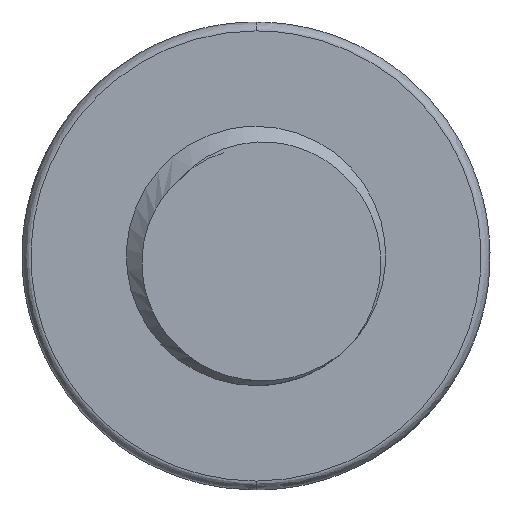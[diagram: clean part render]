
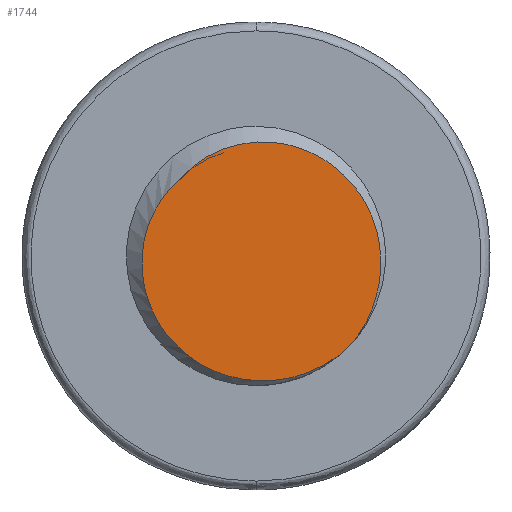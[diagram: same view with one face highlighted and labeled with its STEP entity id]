
A CAD part, front view. The second image highlights one B-rep face of the part: STEP entity #1744.
In plain terms, the highlighted planar face has unit normal (0, -1, 0).
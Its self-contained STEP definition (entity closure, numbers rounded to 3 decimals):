
#107 = CARTESIAN_POINT ( 'NONE',  ( -0.887, -8., 0.887 ) ) ;
#144 = CARTESIAN_POINT ( 'NONE',  ( 0.846, -8., -1.241 ) ) ;
#164 = CARTESIAN_POINT ( 'NONE',  ( -1.291, -8., -0.402 ) ) ;
#189 = CARTESIAN_POINT ( 'NONE',  ( -0.435, -8., -1.353 ) ) ;
#264 = VERTEX_POINT ( 'NONE', #1967 ) ;
#365 = CARTESIAN_POINT ( 'NONE',  ( 1.14, -8., 0.821 ) ) ;
#413 = EDGE_CURVE ( 'NONE', #264, #1644, #614, .T. ) ;
#456 = CARTESIAN_POINT ( 'NONE',  ( -1.324, -8., -0.224 ) ) ;
#511 = EDGE_CURVE ( 'NONE', #264, #2429, #2300, .T. ) ;
#542 = CARTESIAN_POINT ( 'NONE',  ( -0.815, -8., -1.133 ) ) ;
#614 = B_SPLINE_CURVE_WITH_KNOTS ( 'NONE', 3,
 ( #1762, #144, #2060, #3365, #2772, #857, #3027, #1429, #189, #2150, #2396, #542, #2107, #1476, #1079, #164, #456, #1739, #1831, #3639, #2750, #3005, #2701, #1119 ),
 .UNSPECIFIED., .F., .F.,
 ( 4, 2, 2, 2, 2, 2, 2, 2, 2, 2, 2, 4 ),
 ( 0., 0.001, 0.001, 0.001, 0.002, 0.002, 0.002, 0.003, 0.003, 0.004, 0.004, 0.004 ),
 .UNSPECIFIED. ) ;
#845 = B_SPLINE_CURVE_WITH_KNOTS ( 'NONE', 3,
 ( #107, #3567, #2647, #3534, #2044, #3916, #2358, #2969, #2326, #1990, #1046, #365, #2626, #3246, #3847, #1390, #1969, #2285 ),
 .UNSPECIFIED., .F., .F.,
 ( 4, 2, 2, 2, 2, 2, 2, 2, 4 ),
 ( 0., 0., 0.001, 0.001, 0.002, 0.002, 0.003, 0.003, 0.004 ),
 .UNSPECIFIED. ) ;
#857 = CARTESIAN_POINT ( 'NONE',  ( -0.092, -8., -1.436 ) ) ;
#1046 = CARTESIAN_POINT ( 'NONE',  ( 0.882, -8., 1.066 ) ) ;
#1079 = CARTESIAN_POINT ( 'NONE',  ( -1.162, -8., -0.73 ) ) ;
#1119 = CARTESIAN_POINT ( 'NONE',  ( -0.887, -8., 0.887 ) ) ;
#1326 = EDGE_LOOP ( 'NONE', ( #2453, #3033, #1413 ) ) ;
#1390 = CARTESIAN_POINT ( 'NONE',  ( 1.462, -8., -0.35 ) ) ;
#1403 = CARTESIAN_POINT ( 'NONE',  ( -0.887, -8., 0.887 ) ) ;
#1413 = ORIENTED_EDGE ( 'NONE', *, *, #511, .T. ) ;
#1429 = CARTESIAN_POINT ( 'NONE',  ( -0.35, -8., -1.382 ) ) ;
#1476 = CARTESIAN_POINT ( 'NONE',  ( -1.065, -8., -0.883 ) ) ;
#1555 = AXIS2_PLACEMENT_3D ( 'NONE', #2384, #1678, #2049 ) ;
#1644 = VERTEX_POINT ( 'NONE', #1403 ) ;
#1678 = DIRECTION ( 'NONE',  ( 0., -1., 0. ) ) ;
#1739 = CARTESIAN_POINT ( 'NONE',  ( -1.316, -8., 0.127 ) ) ;
#1744 = ADVANCED_FACE ( 'NONE', ( #2543 ), #3175, .T. ) ;
#1762 = CARTESIAN_POINT ( 'NONE',  ( 0.986, -8., -1.13 ) ) ;
#1831 = CARTESIAN_POINT ( 'NONE',  ( -1.275, -8., 0.304 ) ) ;
#1967 = CARTESIAN_POINT ( 'NONE',  ( 0.986, -8., -1.13 ) ) ;
#1969 = CARTESIAN_POINT ( 'NONE',  ( 1.351, -8., -0.706 ) ) ;
#1990 = CARTESIAN_POINT ( 'NONE',  ( 0.731, -8., 1.162 ) ) ;
#2044 = CARTESIAN_POINT ( 'NONE',  ( -0.544, -8., 1.165 ) ) ;
#2049 = DIRECTION ( 'NONE',  ( 0., 0., -1. ) ) ;
#2060 = CARTESIAN_POINT ( 'NONE',  ( 0.689, -8., -1.323 ) ) ;
#2107 = CARTESIAN_POINT ( 'NONE',  ( -0.883, -8., -1.074 ) ) ;
#2150 = CARTESIAN_POINT ( 'NONE',  ( -0.596, -8., -1.28 ) ) ;
#2285 = CARTESIAN_POINT ( 'NONE',  ( 1.13, -8., -0.986 ) ) ;
#2300 = CIRCLE ( 'NONE', #1555, 1.5 ) ;
#2326 = CARTESIAN_POINT ( 'NONE',  ( 0.402, -8., 1.291 ) ) ;
#2358 = CARTESIAN_POINT ( 'NONE',  ( -0.127, -8., 1.316 ) ) ;
#2384 = CARTESIAN_POINT ( 'NONE',  ( 0., -8., 0. ) ) ;
#2396 = CARTESIAN_POINT ( 'NONE',  ( -0.672, -8., -1.236 ) ) ;
#2422 = AXIS2_PLACEMENT_3D ( 'NONE', #4059, #3110, #3196 ) ;
#2429 = VERTEX_POINT ( 'NONE', #3118 ) ;
#2453 = ORIENTED_EDGE ( 'NONE', *, *, #3770, .F. ) ;
#2543 = FACE_OUTER_BOUND ( 'NONE', #1326, .T. ) ;
#2626 = CARTESIAN_POINT ( 'NONE',  ( 1.243, -8., 0.676 ) ) ;
#2647 = CARTESIAN_POINT ( 'NONE',  ( -0.763, -8., 1.013 ) ) ;
#2701 = CARTESIAN_POINT ( 'NONE',  ( -0.954, -8., 0.828 ) ) ;
#2750 = CARTESIAN_POINT ( 'NONE',  ( -1.118, -8., 0.622 ) ) ;
#2772 = CARTESIAN_POINT ( 'NONE',  ( 0.173, -8., -1.452 ) ) ;
#2969 = CARTESIAN_POINT ( 'NONE',  ( 0.224, -8., 1.324 ) ) ;
#3005 = CARTESIAN_POINT ( 'NONE',  ( -1.013, -8., 0.763 ) ) ;
#3027 = CARTESIAN_POINT ( 'NONE',  ( -0.179, -8., -1.423 ) ) ;
#3033 = ORIENTED_EDGE ( 'NONE', *, *, #413, .F. ) ;
#3110 = DIRECTION ( 'NONE',  ( 0., -1., 0. ) ) ;
#3118 = CARTESIAN_POINT ( 'NONE',  ( 1.13, -8., -0.986 ) ) ;
#3175 = PLANE ( 'NONE',  #2422 ) ;
#3196 = DIRECTION ( 'NONE',  ( 0., 0., -1. ) ) ;
#3246 = CARTESIAN_POINT ( 'NONE',  ( 1.39, -8., 0.353 ) ) ;
#3365 = CARTESIAN_POINT ( 'NONE',  ( 0.35, -8., -1.43 ) ) ;
#3534 = CARTESIAN_POINT ( 'NONE',  ( -0.621, -8., 1.119 ) ) ;
#3567 = CARTESIAN_POINT ( 'NONE',  ( -0.828, -8., 0.954 ) ) ;
#3639 = CARTESIAN_POINT ( 'NONE',  ( -1.164, -8., 0.544 ) ) ;
#3770 = EDGE_CURVE ( 'NONE', #1644, #2429, #845, .T. ) ;
#3847 = CARTESIAN_POINT ( 'NONE',  ( 1.431, -8., 0.179 ) ) ;
#3916 = CARTESIAN_POINT ( 'NONE',  ( -0.304, -8., 1.275 ) ) ;
#4059 = CARTESIAN_POINT ( 'NONE',  ( 0., -8., 0. ) ) ;
